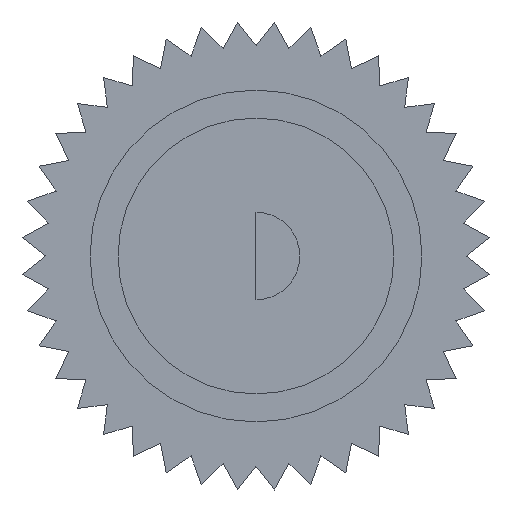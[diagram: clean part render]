
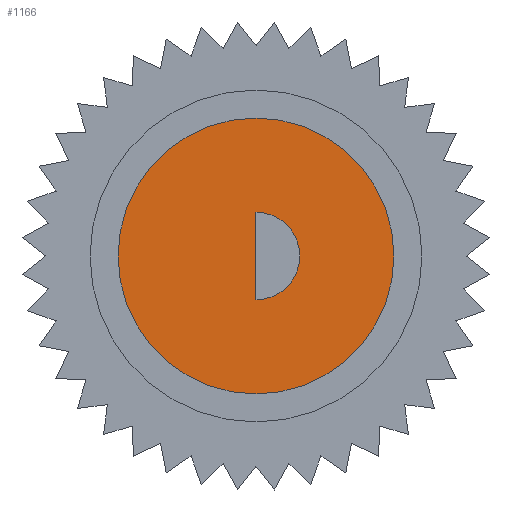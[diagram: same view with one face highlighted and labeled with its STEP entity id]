
A CAD part, front view. The second image highlights one B-rep face of the part: STEP entity #1166.
In plain terms, the highlighted planar face has unit normal (0, -1, 0).
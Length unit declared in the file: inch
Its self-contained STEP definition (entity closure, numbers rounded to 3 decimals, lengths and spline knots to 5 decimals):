
#1144 = ORIENTED_EDGE ( 'NONE', *, *, #1145, .F. ) ;
#1145 = EDGE_CURVE ( 'NONE', #1171, #1170, #6262, .T. ) ;
#1146 = EDGE_LOOP ( 'NONE', ( #1147, #1148 ) ) ;
#1147 = ORIENTED_EDGE ( 'NONE', *, *, #1163, .T. ) ;
#1148 = ORIENTED_EDGE ( 'NONE', *, *, #1836, .T. ) ;
#1163 = EDGE_CURVE ( 'NONE', #1759, #1823, #6295, .T. ) ;
#1166 = ADVANCED_FACE ( 'NONE', ( #6291, #6290 ), #6289, .T. ) ;
#1167 = EDGE_LOOP ( 'NONE', ( #1168, #1144 ) ) ;
#1168 = ORIENTED_EDGE ( 'NONE', *, *, #1169, .F. ) ;
#1169 = EDGE_CURVE ( 'NONE', #1170, #1171, #6284, .T. ) ;
#1170 = VERTEX_POINT ( 'NONE', #6279 ) ;
#1171 = VERTEX_POINT ( 'NONE', #6278 ) ;
#1759 = VERTEX_POINT ( 'NONE', #7224 ) ;
#1823 = VERTEX_POINT ( 'NONE', #7337 ) ;
#1836 = EDGE_CURVE ( 'NONE', #1823, #1759, #7373, .T. ) ;
#6259 = DIRECTION ( 'NONE',  ( 0., 0., -1. ) ) ;
#6260 = VECTOR ( 'NONE', #6259, 39.37008 ) ;
#6261 = CARTESIAN_POINT ( 'NONE',  ( 0., 0.037, 0.0625 ) ) ;
#6262 = LINE ( 'NONE', #6261, #6260 ) ;
#6278 = CARTESIAN_POINT ( 'NONE',  ( 0., 0.037, 0.0625 ) ) ;
#6279 = CARTESIAN_POINT ( 'NONE',  ( 0., 0.037, -0.0625 ) ) ;
#6280 = DIRECTION ( 'NONE',  ( 0., 0., 1. ) ) ;
#6281 = DIRECTION ( 'NONE',  ( 0., -1., 0. ) ) ;
#6282 = CARTESIAN_POINT ( 'NONE',  ( 0., 0.037, 0. ) ) ;
#6283 = AXIS2_PLACEMENT_3D ( 'NONE', #6282, #6281, #6280 ) ;
#6284 = CIRCLE ( 'NONE', #6283, 0.0625 ) ;
#6285 = DIRECTION ( 'NONE',  ( 0., 0., -1. ) ) ;
#6286 = DIRECTION ( 'NONE',  ( 0., -1., 0. ) ) ;
#6287 = CARTESIAN_POINT ( 'NONE',  ( 0., 0.037, 0. ) ) ;
#6288 = AXIS2_PLACEMENT_3D ( 'NONE', #6287, #6286, #6285 ) ;
#6289 = PLANE ( 'NONE',  #6288 ) ;
#6290 = FACE_OUTER_BOUND ( 'NONE', #1146, .T. ) ;
#6291 = FACE_BOUND ( 'NONE', #1167, .T. ) ;
#6292 = DIRECTION ( 'NONE',  ( 0., 0., -1. ) ) ;
#6293 = DIRECTION ( 'NONE',  ( 0., -1., 0. ) ) ;
#6294 = AXIS2_PLACEMENT_3D ( 'NONE', #6301, #6293, #6292 ) ;
#6295 = CIRCLE ( 'NONE', #6294, 0.19685 ) ;
#6301 = CARTESIAN_POINT ( 'NONE',  ( 0., 0.037, 0. ) ) ;
#7224 = CARTESIAN_POINT ( 'NONE',  ( 0., 0.037, -0.19685 ) ) ;
#7337 = CARTESIAN_POINT ( 'NONE',  ( 0., 0.037, 0.19685 ) ) ;
#7369 = DIRECTION ( 'NONE',  ( 0., 0., -1. ) ) ;
#7370 = DIRECTION ( 'NONE',  ( 0., -1., 0. ) ) ;
#7371 = CARTESIAN_POINT ( 'NONE',  ( 0., 0.037, 0. ) ) ;
#7372 = AXIS2_PLACEMENT_3D ( 'NONE', #7371, #7370, #7369 ) ;
#7373 = CIRCLE ( 'NONE', #7372, 0.19685 ) ;
